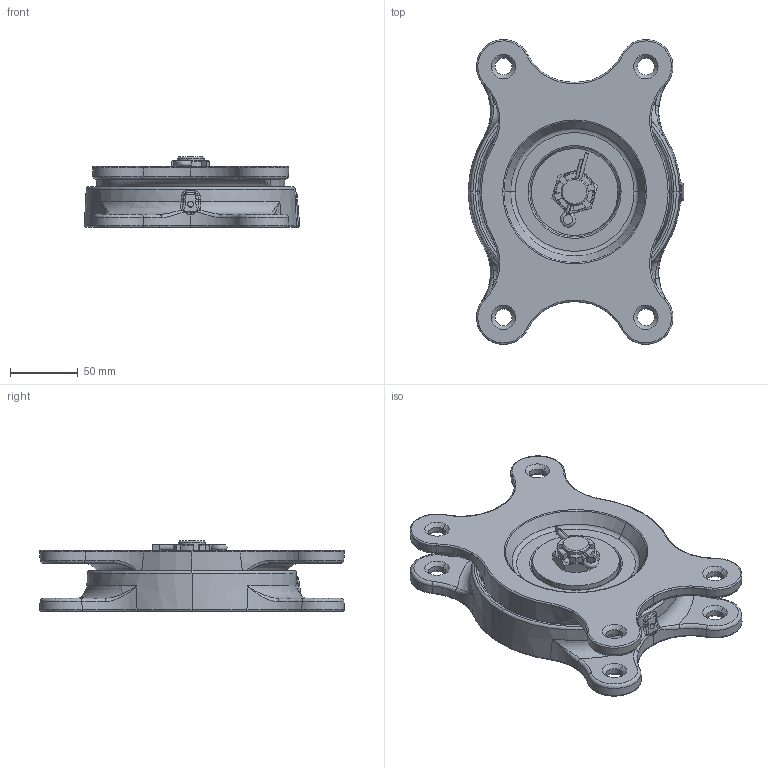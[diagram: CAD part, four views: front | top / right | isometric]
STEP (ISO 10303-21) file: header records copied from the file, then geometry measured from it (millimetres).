
FILE_DESCRIPTION (( 'STEP AP214' ), '1' );
FILE_NAME ('0011389.step', '2024-11-21T10:19:05', ( '' ), ( '' ), 'SwSTEP 2.0', 'SolidWorks 2020', '' );
FILE_SCHEMA (( 'AUTOMOTIVE_DESIGN' ));
Length unit declared in the file: millimetre
Products named in the file (1): 0011389
Bounding box: 158.86 x 224.81 x 52 mm (x, y, z)
Volume: 663131.6 mm3; surface area: 166097.7 mm2
Topology: 6 solids, 6 shells, 726 faces, 1769 edges, 1041 vertices
Faces by surface type: bspline 193, torus 175, plane 130, cone 123, cylinder 89, sphere 16
Entity records: 37685 total; most frequent: CARTESIAN_POINT 14034, ORIENTED_EDGE 3490, DIRECTION 3108, EDGE_CURVE 1745, AXIS2_PLACEMENT_3D 1403, VERTEX_POINT 1041, CIRCLE 869, EDGE_LOOP 764
